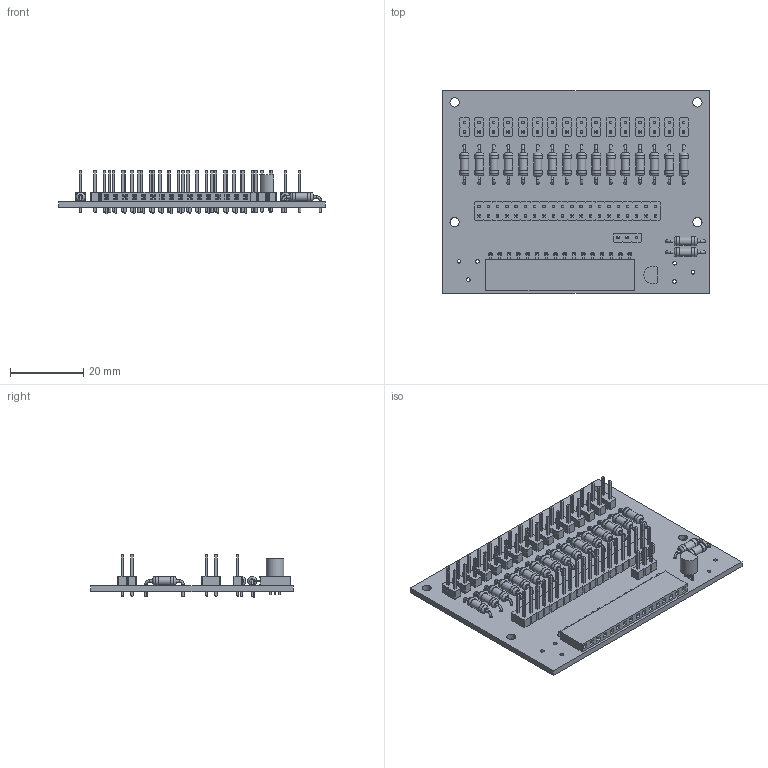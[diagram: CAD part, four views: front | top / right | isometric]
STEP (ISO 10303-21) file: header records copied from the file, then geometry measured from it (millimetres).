
FILE_DESCRIPTION(('KiCad electronic assembly'),'2;1');
FILE_NAME('pcbmodel.step','2025-01-10T11:23:40',('Pcbnew'),('Kicad'), 'Open CASCADE STEP processor 7.6','KiCad to STEP converter','Unknown' );
FILE_SCHEMA(('AUTOMOTIVE_DESIGN { 1 0 10303 214 1 1 1 1 }'));
Length unit declared in the file: millimetre
Products named in the file (14): pcbmodel 1; R_Axial_DIN0207_L6.3mm_D2.5mm_P10.16mm_Horizontal; R_Axial_DIN0207_L63mm_D25mm_P1016mm_Horizontal; PinHeader_1x02_P2.54mm_Vertical; PinHeader_1x02_P254mm_Vertical; PinSocket_1x16_P2.54mm_Horizontal; PinSocket_1x16_P254mm_Horizontal; PinHeader_2x20_P2.54mm_Vertical; PinHeader_2x20_P254mm_Vertical; PinHeader_1x03_P2.54mm_Vertical; PinHeader_1x03_P254mm_Vertical; TO-92_Inline; TO-92_Inline_Narrow; _autosave-whenisbins_PCB
Assembly tree (45 placements, depth 3):
  pcbmodel 1
    R_Axial_DIN0207_L6.3mm_D2.5mm_P10.16mm_Horizontal  x18
      R_Axial_DIN0207_L63mm_D25mm_P1016mm_Horizontal
    PinHeader_1x02_P2.54mm_Vertical  x16
      PinHeader_1x02_P254mm_Vertical
    PinSocket_1x16_P2.54mm_Horizontal
      PinSocket_1x16_P254mm_Horizontal
    PinHeader_2x20_P2.54mm_Vertical
      PinHeader_2x20_P254mm_Vertical
    PinHeader_1x03_P2.54mm_Vertical
      PinHeader_1x03_P254mm_Vertical
    TO-92_Inline
      TO-92_Inline_Narrow
    _autosave-whenisbins_PCB
Bounding box: 73 x 55.5 x 11.84 mm (x, y, z)
Volume: 9231.8 mm3; surface area: 15500.9 mm2
Topology: 39 solids, 39 shells, 2793 faces, 6554 edges, 4112 vertices
Faces by surface type: plane 2422, cylinder 299, torus 72
Full cylindrical faces by diameter (mm): 0.6 x72, 0.75 x3, 0.8 x36, 1 x97, 2.25 x18, 2.5 x40
Entity records: 61848 total; most frequent: CARTESIAN_POINT 8735, ORIENTED_EDGE 8530, DIRECTION 8171, EDGE_CURVE 4265, LINE 3899, VECTOR 3899, VERTEX_POINT 2700, FACE_BOUND 2149
